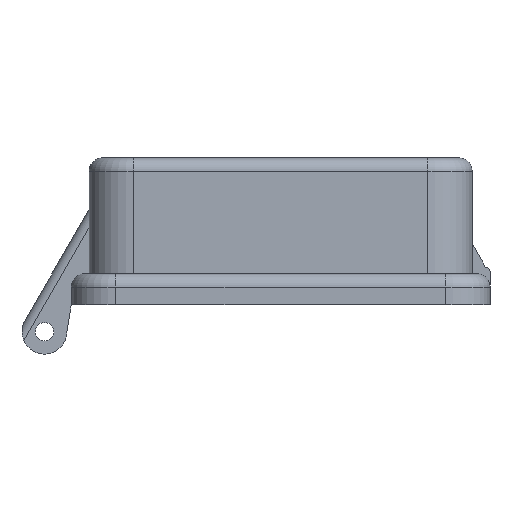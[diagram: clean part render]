
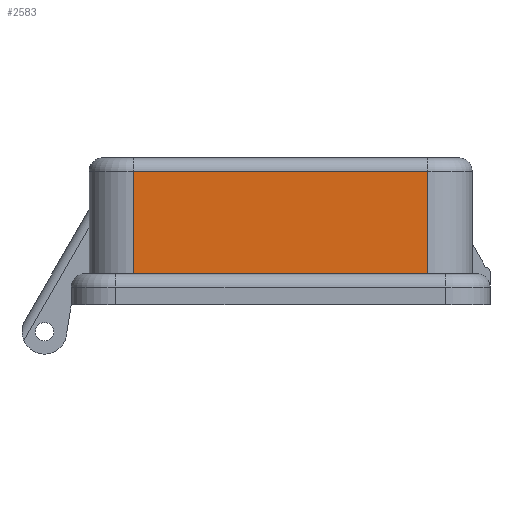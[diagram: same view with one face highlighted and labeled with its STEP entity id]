
A CAD part, left-side view. The second image highlights one B-rep face of the part: STEP entity #2583.
In plain terms, the highlighted planar face has unit normal (-1, 0, 0).
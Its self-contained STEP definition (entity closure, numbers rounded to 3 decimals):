
#760 = CARTESIAN_POINT ( 'NONE',  ( -93., -33., 60. ) ) ;
#983 = DIRECTION ( 'NONE',  ( 0., 0., 1. ) ) ;
#1971 = CARTESIAN_POINT ( 'NONE',  ( -93., 33., 83. ) ) ;
#2429 = EDGE_CURVE ( 'NONE', #22486, #9871, #10327, .T. ) ;
#2582 = FACE_OUTER_BOUND ( 'NONE', #3703, .T. ) ;
#2583 = ADVANCED_FACE ( 'NONE', ( #2582 ), #16632, .F. ) ;
#2605 = CARTESIAN_POINT ( 'NONE',  ( -93., -33., 83. ) ) ;
#3569 = ORIENTED_EDGE ( 'NONE', *, *, #8898, .T. ) ;
#3682 = LINE ( 'NONE', #1971, #6599 ) ;
#3703 = EDGE_LOOP ( 'NONE', ( #11773, #20816, #3569, #9379 ) ) ;
#4301 = DIRECTION ( 'NONE',  ( 0., 1., 0. ) ) ;
#6050 = CARTESIAN_POINT ( 'NONE',  ( -93., 43., 83. ) ) ;
#6364 = EDGE_CURVE ( 'NONE', #9871, #9209, #16993, .T. ) ;
#6599 = VECTOR ( 'NONE', #8776, 1000. ) ;
#7325 = AXIS2_PLACEMENT_3D ( 'NONE', #6050, #18119, #4301 ) ;
#8776 = DIRECTION ( 'NONE',  ( 0., 1., 0. ) ) ;
#8898 = EDGE_CURVE ( 'NONE', #10130, #22486, #16292, .T. ) ;
#9165 = CARTESIAN_POINT ( 'NONE',  ( -93., 33., 83. ) ) ;
#9209 = VERTEX_POINT ( 'NONE', #12587 ) ;
#9379 = ORIENTED_EDGE ( 'NONE', *, *, #2429, .T. ) ;
#9458 = EDGE_CURVE ( 'NONE', #9209, #10130, #3682, .T. ) ;
#9539 = VECTOR ( 'NONE', #17340, 1000. ) ;
#9871 = VERTEX_POINT ( 'NONE', #760 ) ;
#10130 = VERTEX_POINT ( 'NONE', #11878 ) ;
#10327 = LINE ( 'NONE', #16996, #9539 ) ;
#11773 = ORIENTED_EDGE ( 'NONE', *, *, #6364, .T. ) ;
#11878 = CARTESIAN_POINT ( 'NONE',  ( -93., 33., 83. ) ) ;
#12587 = CARTESIAN_POINT ( 'NONE',  ( -93., -33., 83. ) ) ;
#13804 = VECTOR ( 'NONE', #983, 1000. ) ;
#14689 = VECTOR ( 'NONE', #21588, 1000. ) ;
#16292 = LINE ( 'NONE', #9165, #14689 ) ;
#16632 = PLANE ( 'NONE',  #7325 ) ;
#16993 = LINE ( 'NONE', #2605, #13804 ) ;
#16996 = CARTESIAN_POINT ( 'NONE',  ( -93., 43., 60. ) ) ;
#17340 = DIRECTION ( 'NONE',  ( 0., -1., 0. ) ) ;
#18119 = DIRECTION ( 'NONE',  ( 1., 0., 0. ) ) ;
#20444 = CARTESIAN_POINT ( 'NONE',  ( -93., 33., 60. ) ) ;
#20816 = ORIENTED_EDGE ( 'NONE', *, *, #9458, .T. ) ;
#21588 = DIRECTION ( 'NONE',  ( 0., 0., -1. ) ) ;
#22486 = VERTEX_POINT ( 'NONE', #20444 ) ;
